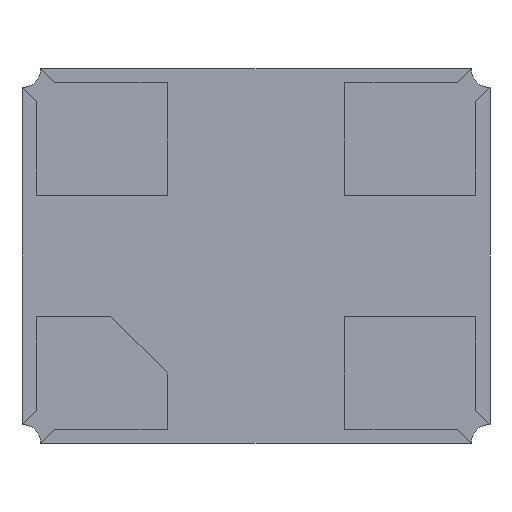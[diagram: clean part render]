
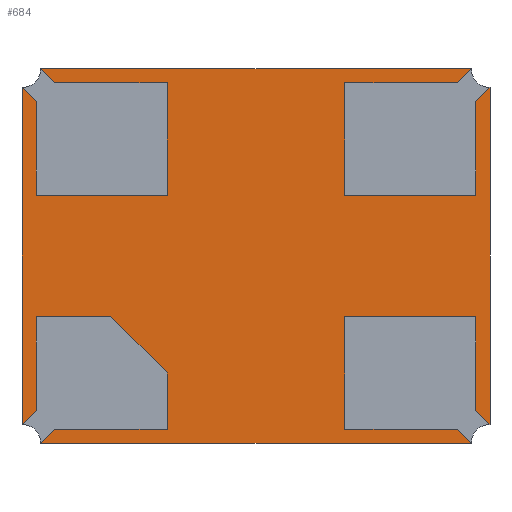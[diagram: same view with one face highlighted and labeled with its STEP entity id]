
A CAD part, front view. The second image highlights one B-rep face of the part: STEP entity #684.
In plain terms, the highlighted planar face has unit normal (0, -1, 0).
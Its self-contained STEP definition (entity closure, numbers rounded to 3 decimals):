
#502 = VERTEX_POINT('',#503);
#503 = CARTESIAN_POINT('',(-1.15,0.,1.));
#509 = EDGE_CURVE('',#502,#510,#512,.T.);
#510 = VERTEX_POINT('',#511);
#511 = CARTESIAN_POINT('',(1.15,0.,1.));
#512 = LINE('',#513,#514);
#513 = CARTESIAN_POINT('',(1.15,0.,1.));
#514 = VECTOR('',#515,1.);
#515 = DIRECTION('',(1.,-0.,0.));
#542 = VERTEX_POINT('',#543);
#543 = CARTESIAN_POINT('',(1.25,0.,0.9));
#549 = EDGE_CURVE('',#542,#550,#552,.T.);
#550 = VERTEX_POINT('',#551);
#551 = CARTESIAN_POINT('',(1.25,0.,-0.9));
#552 = LINE('',#553,#554);
#553 = CARTESIAN_POINT('',(1.25,0.,-0.9));
#554 = VECTOR('',#555,1.);
#555 = DIRECTION('',(-0.,-0.,-1.));
#620 = VERTEX_POINT('',#621);
#621 = CARTESIAN_POINT('',(1.15,0.,-1.));
#627 = EDGE_CURVE('',#620,#628,#630,.T.);
#628 = VERTEX_POINT('',#629);
#629 = CARTESIAN_POINT('',(-1.15,0.,-1.));
#630 = LINE('',#631,#632);
#631 = CARTESIAN_POINT('',(1.15,0.,-1.));
#632 = VECTOR('',#633,1.);
#633 = DIRECTION('',(-1.,0.,0.));
#658 = VERTEX_POINT('',#659);
#659 = CARTESIAN_POINT('',(-1.25,-0.,-0.9));
#665 = EDGE_CURVE('',#658,#666,#668,.T.);
#666 = VERTEX_POINT('',#667);
#667 = CARTESIAN_POINT('',(-1.25,0.,0.9));
#668 = LINE('',#669,#670);
#669 = CARTESIAN_POINT('',(-1.25,0.,-0.9));
#670 = VECTOR('',#671,1.);
#671 = DIRECTION('',(0.,0.,1.));
#684 = ADVANCED_FACE('',(#685),#883,.T.);
#685 = FACE_BOUND('',#686,.T.);
#686 = EDGE_LOOP('',(#687,#695,#696,#704,#712,#720,#728,#736,#744,#750,
    #751,#759,#767,#775,#783,#791,#797,#798,#806,#814,#822,#830,#838,
    #844,#845,#853,#861,#869,#877));
#687 = ORIENTED_EDGE('',*,*,#688,.F.);
#688 = EDGE_CURVE('',#666,#689,#691,.T.);
#689 = VERTEX_POINT('',#690);
#690 = CARTESIAN_POINT('',(-1.175,0.,0.825));
#691 = LINE('',#692,#693);
#692 = CARTESIAN_POINT('',(-1.175,0.,0.825));
#693 = VECTOR('',#694,1.);
#694 = DIRECTION('',(0.707,-0.,-0.707));
#695 = ORIENTED_EDGE('',*,*,#665,.F.);
#696 = ORIENTED_EDGE('',*,*,#697,.F.);
#697 = EDGE_CURVE('',#698,#658,#700,.T.);
#698 = VERTEX_POINT('',#699);
#699 = CARTESIAN_POINT('',(-1.175,-0.,-0.825));
#700 = LINE('',#701,#702);
#701 = CARTESIAN_POINT('',(-1.175,-0.,-0.825));
#702 = VECTOR('',#703,1.);
#703 = DIRECTION('',(-0.707,0.,-0.707));
#704 = ORIENTED_EDGE('',*,*,#705,.F.);
#705 = EDGE_CURVE('',#706,#698,#708,.T.);
#706 = VERTEX_POINT('',#707);
#707 = CARTESIAN_POINT('',(-1.175,-0.,-0.325));
#708 = LINE('',#709,#710);
#709 = CARTESIAN_POINT('',(-1.175,-0.,-0.825));
#710 = VECTOR('',#711,1.);
#711 = DIRECTION('',(-0.,-0.,-1.));
#712 = ORIENTED_EDGE('',*,*,#713,.F.);
#713 = EDGE_CURVE('',#714,#706,#716,.T.);
#714 = VERTEX_POINT('',#715);
#715 = CARTESIAN_POINT('',(-0.775,-0.,-0.325));
#716 = LINE('',#717,#718);
#717 = CARTESIAN_POINT('',(-0.775,-0.,-0.325));
#718 = VECTOR('',#719,1.);
#719 = DIRECTION('',(-1.,0.,0.));
#720 = ORIENTED_EDGE('',*,*,#721,.F.);
#721 = EDGE_CURVE('',#722,#714,#724,.T.);
#722 = VERTEX_POINT('',#723);
#723 = CARTESIAN_POINT('',(-0.475,-0.,-0.625));
#724 = LINE('',#725,#726);
#725 = CARTESIAN_POINT('',(-0.475,-0.,-0.625));
#726 = VECTOR('',#727,1.);
#727 = DIRECTION('',(-0.707,0.,0.707));
#728 = ORIENTED_EDGE('',*,*,#729,.F.);
#729 = EDGE_CURVE('',#730,#722,#732,.T.);
#730 = VERTEX_POINT('',#731);
#731 = CARTESIAN_POINT('',(-0.475,0.,-0.925));
#732 = LINE('',#733,#734);
#733 = CARTESIAN_POINT('',(-0.475,-0.,-0.925));
#734 = VECTOR('',#735,1.);
#735 = DIRECTION('',(0.,0.,1.));
#736 = ORIENTED_EDGE('',*,*,#737,.F.);
#737 = EDGE_CURVE('',#738,#730,#740,.T.);
#738 = VERTEX_POINT('',#739);
#739 = CARTESIAN_POINT('',(-1.075,-0.,-0.925));
#740 = LINE('',#741,#742);
#741 = CARTESIAN_POINT('',(-1.075,-0.,-0.925));
#742 = VECTOR('',#743,1.);
#743 = DIRECTION('',(1.,0.,0.));
#744 = ORIENTED_EDGE('',*,*,#745,.F.);
#745 = EDGE_CURVE('',#628,#738,#746,.T.);
#746 = LINE('',#747,#748);
#747 = CARTESIAN_POINT('',(-1.075,-0.,-0.925));
#748 = VECTOR('',#749,1.);
#749 = DIRECTION('',(0.707,-0.,0.707));
#750 = ORIENTED_EDGE('',*,*,#627,.F.);
#751 = ORIENTED_EDGE('',*,*,#752,.F.);
#752 = EDGE_CURVE('',#753,#620,#755,.T.);
#753 = VERTEX_POINT('',#754);
#754 = CARTESIAN_POINT('',(1.075,0.,-0.925));
#755 = LINE('',#756,#757);
#756 = CARTESIAN_POINT('',(1.075,0.,-0.925));
#757 = VECTOR('',#758,1.);
#758 = DIRECTION('',(0.707,0.,-0.707));
#759 = ORIENTED_EDGE('',*,*,#760,.F.);
#760 = EDGE_CURVE('',#761,#753,#763,.T.);
#761 = VERTEX_POINT('',#762);
#762 = CARTESIAN_POINT('',(0.475,0.,-0.925));
#763 = LINE('',#764,#765);
#764 = CARTESIAN_POINT('',(1.075,0.,-0.925));
#765 = VECTOR('',#766,1.);
#766 = DIRECTION('',(1.,-0.,0.));
#767 = ORIENTED_EDGE('',*,*,#768,.F.);
#768 = EDGE_CURVE('',#769,#761,#771,.T.);
#769 = VERTEX_POINT('',#770);
#770 = CARTESIAN_POINT('',(0.475,0.,-0.325));
#771 = LINE('',#772,#773);
#772 = CARTESIAN_POINT('',(0.475,0.,-0.925));
#773 = VECTOR('',#774,1.);
#774 = DIRECTION('',(0.,-0.,-1.));
#775 = ORIENTED_EDGE('',*,*,#776,.F.);
#776 = EDGE_CURVE('',#777,#769,#779,.T.);
#777 = VERTEX_POINT('',#778);
#778 = CARTESIAN_POINT('',(1.175,0.,-0.325));
#779 = LINE('',#780,#781);
#780 = CARTESIAN_POINT('',(0.475,0.,-0.325));
#781 = VECTOR('',#782,1.);
#782 = DIRECTION('',(-1.,-0.,-0.));
#783 = ORIENTED_EDGE('',*,*,#784,.F.);
#784 = EDGE_CURVE('',#785,#777,#787,.T.);
#785 = VERTEX_POINT('',#786);
#786 = CARTESIAN_POINT('',(1.175,0.,-0.825));
#787 = LINE('',#788,#789);
#788 = CARTESIAN_POINT('',(1.175,0.,-0.825));
#789 = VECTOR('',#790,1.);
#790 = DIRECTION('',(0.,0.,1.));
#791 = ORIENTED_EDGE('',*,*,#792,.F.);
#792 = EDGE_CURVE('',#550,#785,#793,.T.);
#793 = LINE('',#794,#795);
#794 = CARTESIAN_POINT('',(1.175,0.,-0.825));
#795 = VECTOR('',#796,1.);
#796 = DIRECTION('',(-0.707,-0.,0.707));
#797 = ORIENTED_EDGE('',*,*,#549,.F.);
#798 = ORIENTED_EDGE('',*,*,#799,.F.);
#799 = EDGE_CURVE('',#800,#542,#802,.T.);
#800 = VERTEX_POINT('',#801);
#801 = CARTESIAN_POINT('',(1.175,0.,0.825));
#802 = LINE('',#803,#804);
#803 = CARTESIAN_POINT('',(1.175,0.,0.825));
#804 = VECTOR('',#805,1.);
#805 = DIRECTION('',(0.707,0.,0.707));
#806 = ORIENTED_EDGE('',*,*,#807,.F.);
#807 = EDGE_CURVE('',#808,#800,#810,.T.);
#808 = VERTEX_POINT('',#809);
#809 = CARTESIAN_POINT('',(1.175,0.,0.325));
#810 = LINE('',#811,#812);
#811 = CARTESIAN_POINT('',(1.175,0.,0.825));
#812 = VECTOR('',#813,1.);
#813 = DIRECTION('',(-0.,-0.,1.));
#814 = ORIENTED_EDGE('',*,*,#815,.F.);
#815 = EDGE_CURVE('',#816,#808,#818,.T.);
#816 = VERTEX_POINT('',#817);
#817 = CARTESIAN_POINT('',(0.475,0.,0.325));
#818 = LINE('',#819,#820);
#819 = CARTESIAN_POINT('',(0.475,0.,0.325));
#820 = VECTOR('',#821,1.);
#821 = DIRECTION('',(1.,0.,0.));
#822 = ORIENTED_EDGE('',*,*,#823,.F.);
#823 = EDGE_CURVE('',#824,#816,#826,.T.);
#824 = VERTEX_POINT('',#825);
#825 = CARTESIAN_POINT('',(0.475,0.,0.925));
#826 = LINE('',#827,#828);
#827 = CARTESIAN_POINT('',(0.475,0.,0.925));
#828 = VECTOR('',#829,1.);
#829 = DIRECTION('',(0.,0.,-1.));
#830 = ORIENTED_EDGE('',*,*,#831,.F.);
#831 = EDGE_CURVE('',#832,#824,#834,.T.);
#832 = VERTEX_POINT('',#833);
#833 = CARTESIAN_POINT('',(1.075,0.,0.925));
#834 = LINE('',#835,#836);
#835 = CARTESIAN_POINT('',(1.075,0.,0.925));
#836 = VECTOR('',#837,1.);
#837 = DIRECTION('',(-1.,0.,0.));
#838 = ORIENTED_EDGE('',*,*,#839,.F.);
#839 = EDGE_CURVE('',#510,#832,#840,.T.);
#840 = LINE('',#841,#842);
#841 = CARTESIAN_POINT('',(1.075,0.,0.925));
#842 = VECTOR('',#843,1.);
#843 = DIRECTION('',(-0.707,-0.,-0.707));
#844 = ORIENTED_EDGE('',*,*,#509,.F.);
#845 = ORIENTED_EDGE('',*,*,#846,.F.);
#846 = EDGE_CURVE('',#847,#502,#849,.T.);
#847 = VERTEX_POINT('',#848);
#848 = CARTESIAN_POINT('',(-1.075,0.,0.925));
#849 = LINE('',#850,#851);
#850 = CARTESIAN_POINT('',(-1.075,0.,0.925));
#851 = VECTOR('',#852,1.);
#852 = DIRECTION('',(-0.707,0.,0.707));
#853 = ORIENTED_EDGE('',*,*,#854,.F.);
#854 = EDGE_CURVE('',#855,#847,#857,.T.);
#855 = VERTEX_POINT('',#856);
#856 = CARTESIAN_POINT('',(-0.475,0.,0.925));
#857 = LINE('',#858,#859);
#858 = CARTESIAN_POINT('',(-1.075,0.,0.925));
#859 = VECTOR('',#860,1.);
#860 = DIRECTION('',(-1.,-0.,0.));
#861 = ORIENTED_EDGE('',*,*,#862,.F.);
#862 = EDGE_CURVE('',#863,#855,#865,.T.);
#863 = VERTEX_POINT('',#864);
#864 = CARTESIAN_POINT('',(-0.475,0.,0.325));
#865 = LINE('',#866,#867);
#866 = CARTESIAN_POINT('',(-0.475,0.,0.925));
#867 = VECTOR('',#868,1.);
#868 = DIRECTION('',(0.,-0.,1.));
#869 = ORIENTED_EDGE('',*,*,#870,.F.);
#870 = EDGE_CURVE('',#871,#863,#873,.T.);
#871 = VERTEX_POINT('',#872);
#872 = CARTESIAN_POINT('',(-1.175,0.,0.325));
#873 = LINE('',#874,#875);
#874 = CARTESIAN_POINT('',(-0.475,0.,0.325));
#875 = VECTOR('',#876,1.);
#876 = DIRECTION('',(1.,-0.,-0.));
#877 = ORIENTED_EDGE('',*,*,#878,.F.);
#878 = EDGE_CURVE('',#689,#871,#879,.T.);
#879 = LINE('',#880,#881);
#880 = CARTESIAN_POINT('',(-1.175,0.,0.825));
#881 = VECTOR('',#882,1.);
#882 = DIRECTION('',(0.,0.,-1.));
#883 = PLANE('',#884);
#884 = AXIS2_PLACEMENT_3D('',#885,#886,#887);
#885 = CARTESIAN_POINT('',(-1.25,0.,1.));
#886 = DIRECTION('',(0.,-1.,0.));
#887 = DIRECTION('',(0.,-0.,-1.));
